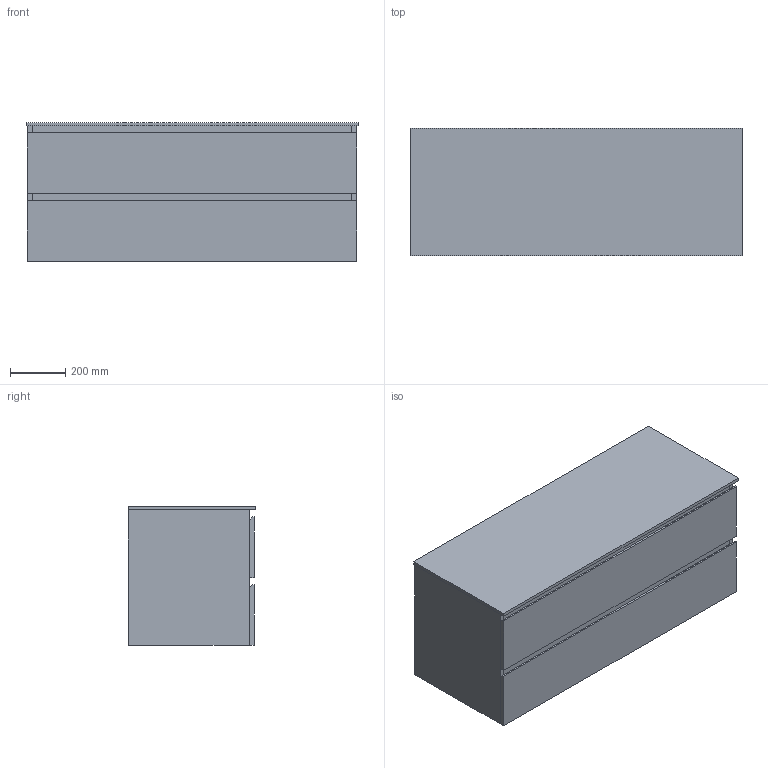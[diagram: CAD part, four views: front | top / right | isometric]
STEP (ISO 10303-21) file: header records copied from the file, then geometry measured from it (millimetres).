
FILE_DESCRIPTION (( 'STEP AP214' ), '1' );
FILE_NAME ('Kado Arc DD Corian Top 1200.STEP', '2019-12-06T03:44:21', ( '' ), ( '' ), 'SwSTEP 2.0', 'SolidWorks 2017', '' );
FILE_SCHEMA (( 'AUTOMOTIVE_DESIGN' ));
Length unit declared in the file: millimetre
Products named in the file (19): 17Drawer_Platinum Double Drawer 2D_2_350; 17COGTIR_PRF 350; 17Right_Platinum Double Drawer 2D; 17FACTIR_Drawer_Platinum Double Drawer 2D_2_D‚faut; 17CODTIR_PRF 350; Kado Arc DD Corian Top 1200; 17FONDTIR_Drawer_Platinum Double Drawer 2D_1_D‚faut; Part12^Kado Arc DD Corian Top 1200; 17ARTIR_Drawer_Platinum Double Drawer 2D_2R_D‚faut; 17Left_Platinum Double Drawer 2D; 17Back_Platinum Double Drawer 2D; 17Drawer_Platinum Double Drawer 2D_1_350; 1Front_7Platinum Double Drawer 2D; 17FACTIR_Drawer_Platinum Double Drawer 2D_1_D‚faut; 17Bottom_Platinum Double Drawer 2D; 17FONDTIR_Drawer_Platinum Double Drawer 2D_2_D‚faut; 1Front_7Platinum Double Drawer 2D second; 17ARTIR_Drawer_Platinum Double Drawer 2D_1_D‚faut; 17ARTIR_Drawer_Platinum Double Drawer 2D_2L_D‚faut
Assembly tree (20 placements, depth 3):
  Kado Arc DD Corian Top 1200
    17Left_Platinum Double Drawer 2D
    17Right_Platinum Double Drawer 2D
    17Bottom_Platinum Double Drawer 2D
    17Back_Platinum Double Drawer 2D
    17Drawer_Platinum Double Drawer 2D_1_350
      17COGTIR_PRF 350
      17CODTIR_PRF 350
      17FONDTIR_Drawer_Platinum Double Drawer 2D_1_D‚faut
      17ARTIR_Drawer_Platinum Double Drawer 2D_1_D‚faut
      17FACTIR_Drawer_Platinum Double Drawer 2D_1_D‚faut
    17Drawer_Platinum Double Drawer 2D_2_350
      17COGTIR_PRF 350
      17CODTIR_PRF 350
      17FONDTIR_Drawer_Platinum Double Drawer 2D_2_D‚faut
      17FACTIR_Drawer_Platinum Double Drawer 2D_2_D‚faut
    17ARTIR_Drawer_Platinum Double Drawer 2D_2L_D‚faut
    17ARTIR_Drawer_Platinum Double Drawer 2D_2R_D‚faut
    1Front_7Platinum Double Drawer 2D
    1Front_7Platinum Double Drawer 2D second
    Part12^Kado Arc DD Corian Top 1200
Bounding box: 1200 x 460 x 502 mm (x, y, z)
Volume: 58747525.2 mm3; surface area: 8944565.3 mm2
Topology: 34 solids, 34 shells, 1296 faces, 3592 edges, 2380 vertices
Faces by surface type: plane 676, cylinder 620
Entity records: 24082 total; most frequent: DIRECTION 4158, CARTESIAN_POINT 4017, ORIENTED_EDGE 3928, EDGE_CURVE 1964, AXIS2_PLACEMENT_3D 1443, VERTEX_POINT 1302, VECTOR 1272, LINE 1272
